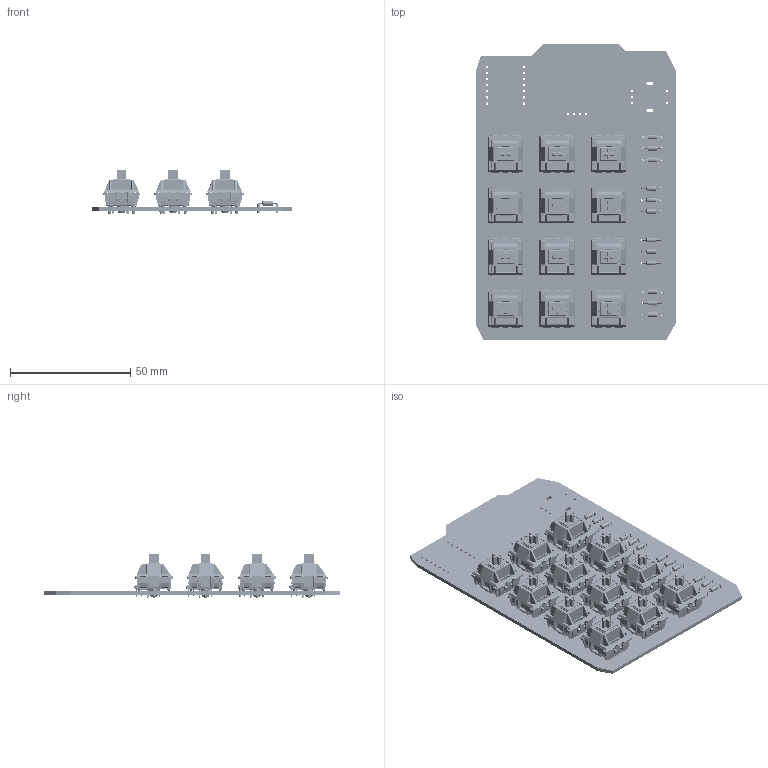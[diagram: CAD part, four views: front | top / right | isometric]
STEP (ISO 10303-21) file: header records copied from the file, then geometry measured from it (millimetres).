
FILE_DESCRIPTION(('KiCad electronic assembly'),'2;1');
FILE_NAME('hackpad.step','2024-10-02T23:23:27',('Pcbnew'),('Kicad'), 'Open CASCADE STEP processor 7.8','KiCad to STEP converter','Unknown' );
FILE_SCHEMA(('AUTOMOTIVE_DESIGN { 1 0 10303 214 1 1 1 1 }'));
Length unit declared in the file: millimetre
Products named in the file (6): hackpad 1; Diode_DO-35; D_DO-35_SOD27_P7.62mm_Horizontal; MX_PCB; SW_Cherry_MX_PCB_cp; _autosave-hackpad_PCB
Assembly tree (27 placements, depth 3):
  hackpad 1
    Diode_DO-35  x12
      D_DO-35_SOD27_P7.62mm_Horizontal
    MX_PCB  x12
      SW_Cherry_MX_PCB_cp
    _autosave-hackpad_PCB
Bounding box: 83 x 123 x 18.6 mm (x, y, z)
Volume: 27712 mm3; surface area: 60659 mm2
Topology: 109 solids, 109 shells, 11625 faces, 30441 edges, 19178 vertices
Faces by surface type: plane 7098, cylinder 3231, torus 480, bspline 384, sphere 312, cone 120
Full cylindrical faces by diameter (mm): 0.5 x36, 0.8 x24, 1 x23, 1.5 x24, 1.75 x24, 2 x24, 2.02 x12, 4 x12
Entity records: 50072 total; most frequent: CARTESIAN_POINT 15653, ORIENTED_EDGE 5764, DIRECTION 5538, EDGE_CURVE 2882, LINE 2002, VECTOR 2002, VERTEX_POINT 1831, AXIS2_PLACEMENT_3D 1768
